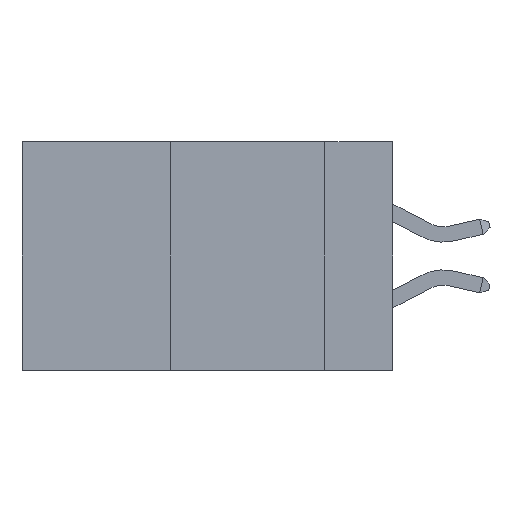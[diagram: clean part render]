
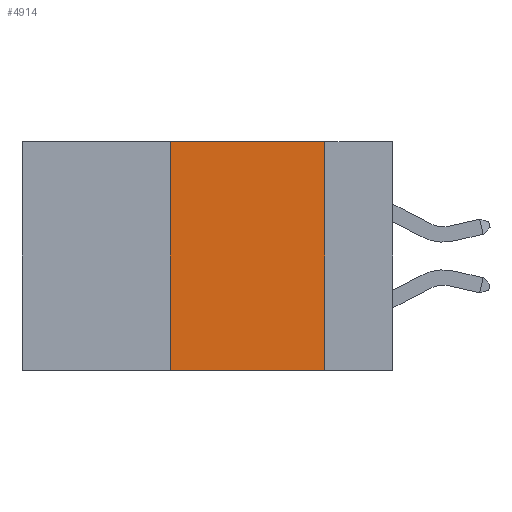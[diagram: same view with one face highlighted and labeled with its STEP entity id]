
A CAD part, left-side view. The second image highlights one B-rep face of the part: STEP entity #4914.
In plain terms, the highlighted planar face has unit normal (-1, 0, 0).
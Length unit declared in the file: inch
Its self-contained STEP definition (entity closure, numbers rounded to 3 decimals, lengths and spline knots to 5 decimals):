
#114 = VERTEX_POINT ( 'NONE', #136 ) ;
#130 = DIRECTION ( 'NONE',  ( 0., 0., -1. ) ) ;
#136 = CARTESIAN_POINT ( 'NONE',  ( 0., 0.11, 0. ) ) ;
#188 = CARTESIAN_POINT ( 'NONE',  ( 0., 0.11, 0. ) ) ;
#349 = PLANE ( 'NONE',  #2758 ) ;
#729 = DIRECTION ( 'NONE',  ( 0., -1., 0. ) ) ;
#844 = CARTESIAN_POINT ( 'NONE',  ( 0., 0.11, -0.37 ) ) ;
#1627 = DIRECTION ( 'NONE',  ( 0., 0., -1. ) ) ;
#1798 = VECTOR ( 'NONE', #2427, 39.37008 ) ;
#2080 = LINE ( 'NONE', #10411, #1798 ) ;
#2213 = CARTESIAN_POINT ( 'NONE',  ( 0., 0.36, 0. ) ) ;
#2427 = DIRECTION ( 'NONE',  ( 0., 0., 1. ) ) ;
#2569 = ORIENTED_EDGE ( 'NONE', *, *, #4450, .F. ) ;
#2758 = AXIS2_PLACEMENT_3D ( 'NONE', #6246, #6187, #1627 ) ;
#3244 = ORIENTED_EDGE ( 'NONE', *, *, #3967, .F. ) ;
#3627 = LINE ( 'NONE', #10067, #3895 ) ;
#3895 = VECTOR ( 'NONE', #5290, 39.37008 ) ;
#3967 = EDGE_CURVE ( 'NONE', #9393, #114, #3627, .T. ) ;
#3996 = LINE ( 'NONE', #7013, #6118 ) ;
#4450 = EDGE_CURVE ( 'NONE', #114, #5768, #5377, .T. ) ;
#4816 = EDGE_CURVE ( 'NONE', #8437, #5768, #3996, .T. ) ;
#4914 = ADVANCED_FACE ( 'NONE', ( #6722 ), #349, .F. ) ;
#5020 = ORIENTED_EDGE ( 'NONE', *, *, #8289, .F. ) ;
#5290 = DIRECTION ( 'NONE',  ( 0., -1., 0. ) ) ;
#5377 = LINE ( 'NONE', #188, #9310 ) ;
#5768 = VERTEX_POINT ( 'NONE', #844 ) ;
#6118 = VECTOR ( 'NONE', #729, 39.37008 ) ;
#6135 = ORIENTED_EDGE ( 'NONE', *, *, #4816, .T. ) ;
#6187 = DIRECTION ( 'NONE',  ( 1., 0., 0. ) ) ;
#6246 = CARTESIAN_POINT ( 'NONE',  ( 0., 0.6, 0. ) ) ;
#6722 = FACE_OUTER_BOUND ( 'NONE', #6735, .T. ) ;
#6735 = EDGE_LOOP ( 'NONE', ( #2569, #3244, #5020, #6135 ) ) ;
#7013 = CARTESIAN_POINT ( 'NONE',  ( 0., 0.6, -0.37 ) ) ;
#7354 = CARTESIAN_POINT ( 'NONE',  ( 0., 0.36, -0.37 ) ) ;
#8289 = EDGE_CURVE ( 'NONE', #8437, #9393, #2080, .T. ) ;
#8437 = VERTEX_POINT ( 'NONE', #7354 ) ;
#9310 = VECTOR ( 'NONE', #130, 39.37008 ) ;
#9393 = VERTEX_POINT ( 'NONE', #2213 ) ;
#10067 = CARTESIAN_POINT ( 'NONE',  ( 0., 0.6, 0. ) ) ;
#10411 = CARTESIAN_POINT ( 'NONE',  ( 0., 0.36, 0. ) ) ;
